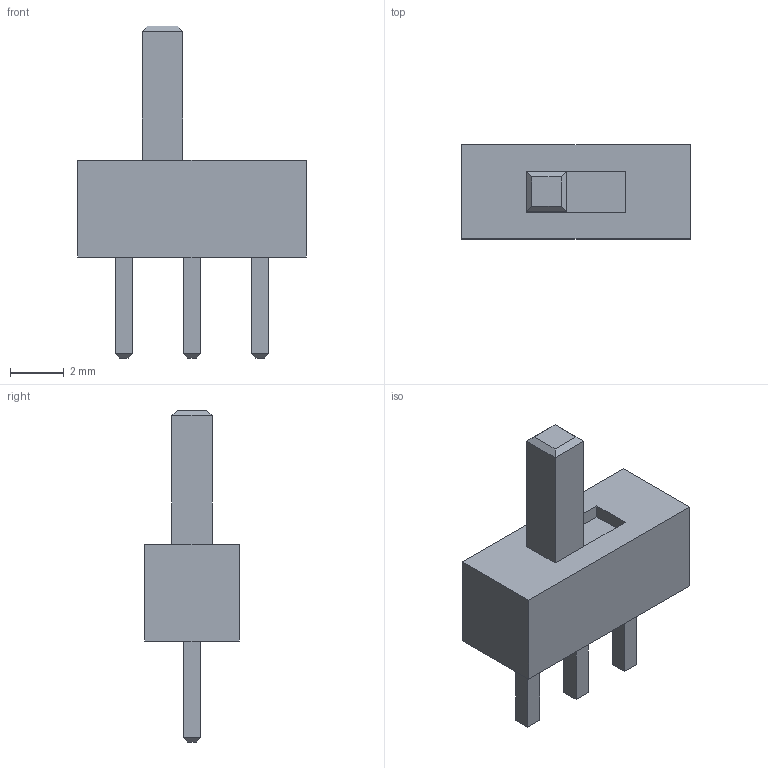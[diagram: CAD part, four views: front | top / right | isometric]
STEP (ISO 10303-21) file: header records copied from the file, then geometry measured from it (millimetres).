
FILE_DESCRIPTION(/* description */ (''),/* implementation_level */ '2;1');
FILE_NAME(/* name */ 'SS-12D00-G5.stp',/* time_stamp */ '2020-06-13T23:33:30+09:00',/* author */ (''),/* organization */ (''),/* preprocessor_version */ 'ST-DEVELOPER v15.2',/* originating_system */ 'Autodesk Translator Framework v2.0.0.5431',/* authorisation */ '');
FILE_SCHEMA (('AUTOMOTIVE_DESIGN { 1 0 10303 214 3 1 1 }'));
Length unit declared in the file: centimetre
Products named in the file (1): (未保存)
Bounding box: 8.5 x 3.5 x 12.36 mm (x, y, z)
Volume: 123.3 mm3; surface area: 227.5 mm2
Topology: 5 solids, 5 shells, 51 faces, 104 edges, 64 vertices
Faces by surface type: plane 51
Entity records: 1305 total; most frequent: CARTESIAN_POINT 220, ORIENTED_EDGE 208, DIRECTION 208, LINE 104, VECTOR 104, EDGE_CURVE 104, VERTEX_POINT 64, EDGE_LOOP 52
